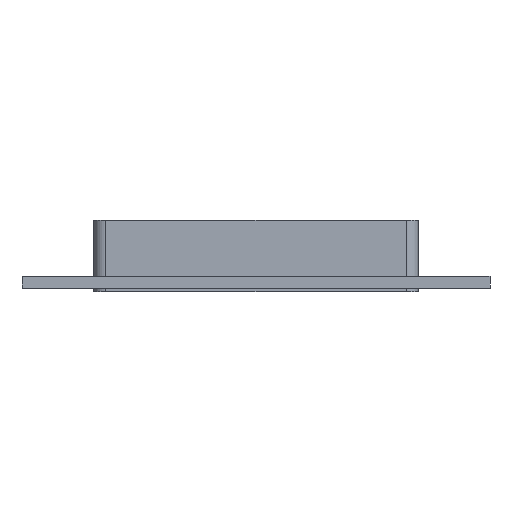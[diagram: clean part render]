
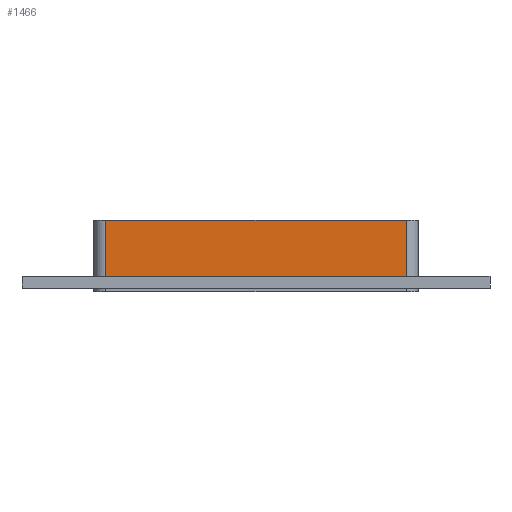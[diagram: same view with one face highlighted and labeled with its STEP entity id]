
A CAD part, front view. The second image highlights one B-rep face of the part: STEP entity #1466.
In plain terms, the highlighted planar face has unit normal (0, -1, 0).
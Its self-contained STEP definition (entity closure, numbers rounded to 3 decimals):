
#842=CARTESIAN_POINT('',(125.5,-298.0,-17.0));
#843=VERTEX_POINT('',#842);
#851=CARTESIAN_POINT('',(-125.5,-298.,-17.0));
#852=VERTEX_POINT('',#851);
#853=CARTESIAN_POINT('',(-125.5,-298.,-17.0));
#854=DIRECTION('',(1.0,0.0,0.0));
#855=VECTOR('',#854,251.);
#856=LINE('',#853,#855);
#857=EDGE_CURVE('',#852,#843,#856,.T.);
#1082=CARTESIAN_POINT('',(125.5,-298.0,30.0));
#1083=VERTEX_POINT('',#1082);
#1091=CARTESIAN_POINT('',(125.5,-298.0,30.0));
#1092=DIRECTION('',(0.0,0.0,-1.0));
#1093=VECTOR('',#1092,47.0);
#1094=LINE('',#1091,#1093);
#1095=EDGE_CURVE('',#1083,#843,#1094,.T.);
#1443=CARTESIAN_POINT('',(-135.5,-298.,0.0));
#1444=DIRECTION('',(0.0,-1.0,0.0));
#1445=DIRECTION('',(1.0,0.0,0.0));
#1446=AXIS2_PLACEMENT_3D('',#1443,#1444,#1445);
#1447=PLANE('',#1446);
#1448=ORIENTED_EDGE('',*,*,#857,.T.);
#1449=ORIENTED_EDGE('',*,*,#1095,.F.);
#1450=CARTESIAN_POINT('',(-125.5,-298.,30.0));
#1451=VERTEX_POINT('',#1450);
#1452=CARTESIAN_POINT('',(-125.5,-298.,30.0));
#1453=DIRECTION('',(1.0,0.0,0.0));
#1454=VECTOR('',#1453,251.);
#1455=LINE('',#1452,#1454);
#1456=EDGE_CURVE('',#1451,#1083,#1455,.T.);
#1457=ORIENTED_EDGE('',*,*,#1456,.F.);
#1458=CARTESIAN_POINT('',(-125.5,-298.,-17.0));
#1459=DIRECTION('',(0.0,0.0,1.0));
#1460=VECTOR('',#1459,47.0);
#1461=LINE('',#1458,#1460);
#1462=EDGE_CURVE('',#852,#1451,#1461,.T.);
#1463=ORIENTED_EDGE('',*,*,#1462,.F.);
#1464=EDGE_LOOP('',(#1448,#1449,#1457,#1463));
#1465=FACE_OUTER_BOUND('',#1464,.T.);
#1466=ADVANCED_FACE('',(#1465),#1447,.T.);
